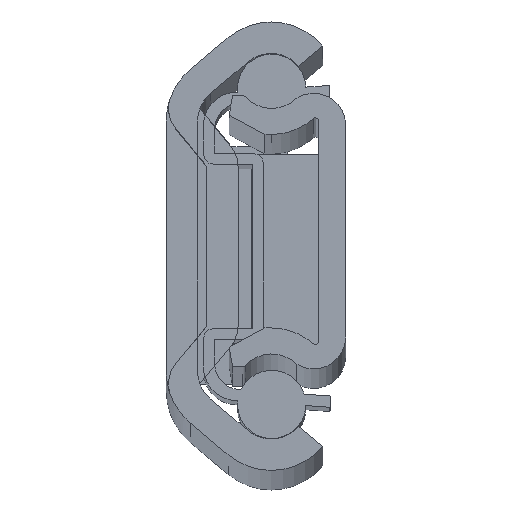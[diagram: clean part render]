
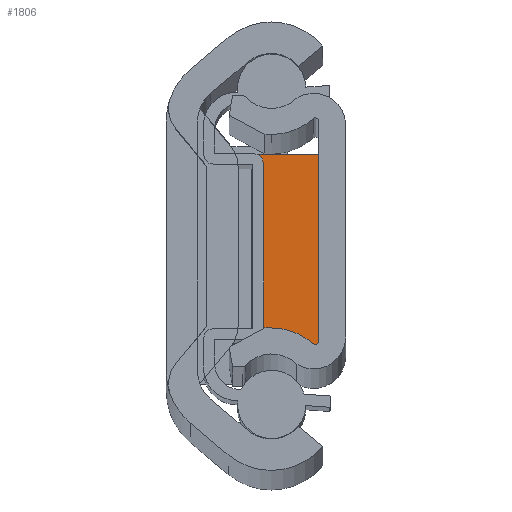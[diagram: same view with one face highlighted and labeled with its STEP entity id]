
A CAD part, top view. The second image highlights one B-rep face of the part: STEP entity #1806.
In plain terms, the highlighted face is planar.
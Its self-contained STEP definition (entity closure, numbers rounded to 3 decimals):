
#264 = ORIENTED_EDGE ( 'NONE', *, *, #571, .F. ) ;
#299 = VECTOR ( 'NONE', #583, 1000. ) ;
#498 = AXIS2_PLACEMENT_3D ( 'NONE', #5072, #2887, #2386 ) ;
#571 = EDGE_CURVE ( 'NONE', #1360, #5079, #1326, .T. ) ;
#583 = DIRECTION ( 'NONE',  ( 1., 0., 0. ) ) ;
#861 = VECTOR ( 'NONE', #4720, 1000. ) ;
#1077 = CARTESIAN_POINT ( 'NONE',  ( -4.2, 4.3, 247.3 ) ) ;
#1326 = LINE ( 'NONE', #2375, #2773 ) ;
#1360 = VERTEX_POINT ( 'NONE', #3021 ) ;
#1595 = PLANE ( 'NONE',  #498 ) ;
#1806 = ADVANCED_FACE ( 'NONE', ( #5615 ), #1595, .F. ) ;
#1871 = CARTESIAN_POINT ( 'NONE',  ( -4.2, 4.3, 247.3 ) ) ;
#2109 = EDGE_LOOP ( 'NONE', ( #3708, #264, #3630, #4477 ) ) ;
#2375 = CARTESIAN_POINT ( 'NONE',  ( -4.2, -4.3, 247.3 ) ) ;
#2386 = DIRECTION ( 'NONE',  ( 1., 0., 0. ) ) ;
#2476 = CARTESIAN_POINT ( 'NONE',  ( -1.2, -4.3, 247.3 ) ) ;
#2506 = CARTESIAN_POINT ( 'NONE',  ( -1.2, 4.3, 247.3 ) ) ;
#2773 = VECTOR ( 'NONE', #3647, 1000. ) ;
#2887 = DIRECTION ( 'NONE',  ( 0., 0., 1. ) ) ;
#3007 = VERTEX_POINT ( 'NONE', #4785 ) ;
#3021 = CARTESIAN_POINT ( 'NONE',  ( -4.2, -4.3, 247.3 ) ) ;
#3139 = LINE ( 'NONE', #1077, #4168 ) ;
#3211 = LINE ( 'NONE', #2506, #861 ) ;
#3269 = LINE ( 'NONE', #1871, #299 ) ;
#3279 = VERTEX_POINT ( 'NONE', #4047 ) ;
#3630 = ORIENTED_EDGE ( 'NONE', *, *, #4211, .F. ) ;
#3647 = DIRECTION ( 'NONE',  ( 1., 0., 0. ) ) ;
#3708 = ORIENTED_EDGE ( 'NONE', *, *, #3714, .T. ) ;
#3714 = EDGE_CURVE ( 'NONE', #3007, #5079, #3211, .T. ) ;
#4047 = CARTESIAN_POINT ( 'NONE',  ( -4.2, 4.3, 247.3 ) ) ;
#4168 = VECTOR ( 'NONE', #5590, 1000. ) ;
#4211 = EDGE_CURVE ( 'NONE', #3279, #1360, #3139, .T. ) ;
#4477 = ORIENTED_EDGE ( 'NONE', *, *, #5426, .T. ) ;
#4720 = DIRECTION ( 'NONE',  ( 0., -1., 0. ) ) ;
#4785 = CARTESIAN_POINT ( 'NONE',  ( -1.2, 4.3, 247.3 ) ) ;
#5072 = CARTESIAN_POINT ( 'NONE',  ( -4.2, 4.3, 247.3 ) ) ;
#5079 = VERTEX_POINT ( 'NONE', #2476 ) ;
#5426 = EDGE_CURVE ( 'NONE', #3279, #3007, #3269, .T. ) ;
#5590 = DIRECTION ( 'NONE',  ( 0., -1., 0. ) ) ;
#5615 = FACE_OUTER_BOUND ( 'NONE', #2109, .T. ) ;
